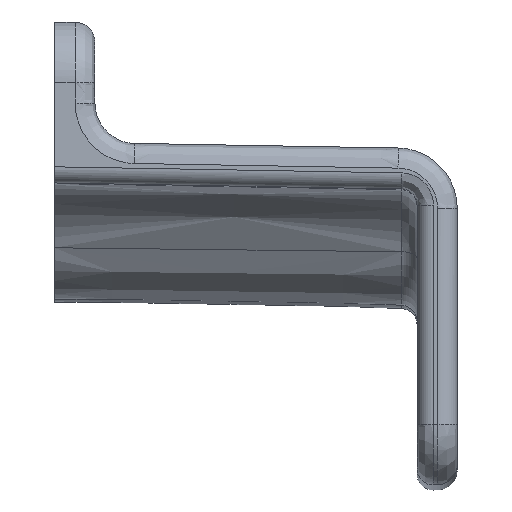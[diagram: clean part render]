
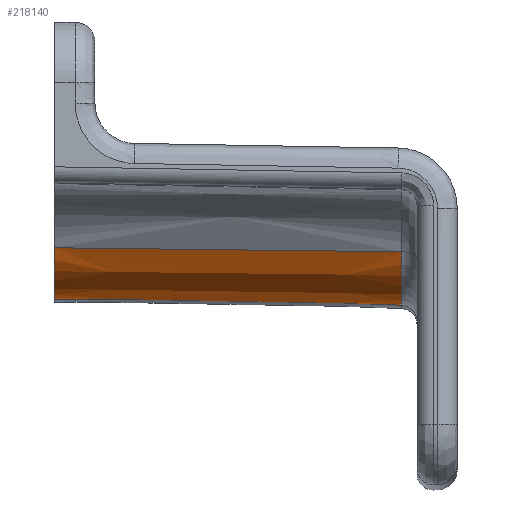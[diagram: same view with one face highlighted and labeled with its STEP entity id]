
A CAD part, top view. The second image highlights one B-rep face of the part: STEP entity #218140.
In plain terms, the highlighted conical face has half-angle 1 degrees and reference radius 4 mm.
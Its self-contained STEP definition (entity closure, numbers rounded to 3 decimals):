
#63090=CARTESIAN_POINT('',(0.,-6.182,
-23.274));
#63100=VERTEX_POINT('',#63090);
#63130=CARTESIAN_POINT('',(0.,-4.728,-27.));
#63140=DIRECTION('',(-1.,0.,0.));
#63150=DIRECTION('',(0.,0.,-1.));
#63160=AXIS2_PLACEMENT_3D('',#63130,#63140,#63150);
#63170=CIRCLE('',#63160,4.);
#63180=CARTESIAN_POINT('',(0.,-6.182,
-30.726));
#63190=VERTEX_POINT('',#63180);
#63200=EDGE_CURVE('',#63190,#63100,#63170,.T.);
#77680=CARTESIAN_POINT('',(17.214,-6.38,
-30.971));
#77690=VERTEX_POINT('',#77680);
#86140=CARTESIAN_POINT('',(-4.999,-6.126,
-30.654));
#86150=CARTESIAN_POINT('',(-0.373,-6.177,
-30.721));
#86160=CARTESIAN_POINT('',(4.253,-6.23,
-30.787));
#86170=CARTESIAN_POINT('',(13.586,-6.337,
-30.92));
#86180=CARTESIAN_POINT('',(18.292,-6.392,
-30.986));
#86190=CARTESIAN_POINT('',(22.999,-6.447,
-31.052));
#86200=B_SPLINE_CURVE_WITH_KNOTS('',3,(#86140,#86150,#86160,#86170,
#86180,#86190),.UNSPECIFIED.,.F.,.F.,(4,2,4),(105.996,
119.877,133.999),.UNSPECIFIED.);
#86210=EDGE_CURVE('',#63190,#77690,#86200,.T.);
#217870=CARTESIAN_POINT('',(0.,-4.728,-27.));
#217880=DIRECTION('',(1.,0.,0.));
#217890=DIRECTION('',(0.,0.,-1.));
#217900=AXIS2_PLACEMENT_3D('',#217870,#217880,#217890);
#217910=CONICAL_SURFACE('',#217900,4.,0.017);
#217920=ORIENTED_EDGE('',*,*,#86210,.T.);
#217930=ORIENTED_EDGE('',*,*,#63200,.F.);
#217940=CARTESIAN_POINT('',(-4.999,-6.126,
-23.346));
#217950=CARTESIAN_POINT('',(-0.373,-6.177,
-23.279));
#217960=CARTESIAN_POINT('',(4.253,-6.23,
-23.213));
#217970=CARTESIAN_POINT('',(13.586,-6.337,
-23.08));
#217980=CARTESIAN_POINT('',(18.292,-6.392,
-23.014));
#217990=CARTESIAN_POINT('',(22.999,-6.447,
-22.948));
#218000=B_SPLINE_CURVE_WITH_KNOTS('',3,(#217940,#217950,#217960,#217970,
#217980,#217990),.UNSPECIFIED.,.F.,.F.,(4,2,4),(51.929,
65.81,79.933),.UNSPECIFIED.);
#218010=CARTESIAN_POINT('',(17.214,-6.38,
-23.029));
#218020=VERTEX_POINT('',#218010);
#218030=EDGE_CURVE('',#63100,#218020,#218000,.T.);
#218040=ORIENTED_EDGE('',*,*,#218030,.F.);
#218050=CARTESIAN_POINT('',(17.214,-4.728,-27.));
#218060=DIRECTION('',(-1.,0.,0.));
#218070=DIRECTION('',(0.,1.,0.));
#218080=AXIS2_PLACEMENT_3D('',#218050,#218060,#218070);
#218090=CIRCLE('',#218080,4.3);
#218100=EDGE_CURVE('',#77690,#218020,#218090,.T.);
#218110=ORIENTED_EDGE('',*,*,#218100,.T.);
#218120=EDGE_LOOP('',(#218110,#218040,#217930,#217920));
#218130=FACE_OUTER_BOUND('',#218120,.T.);
#218140=ADVANCED_FACE('',(#218130),#217910,.T.);
